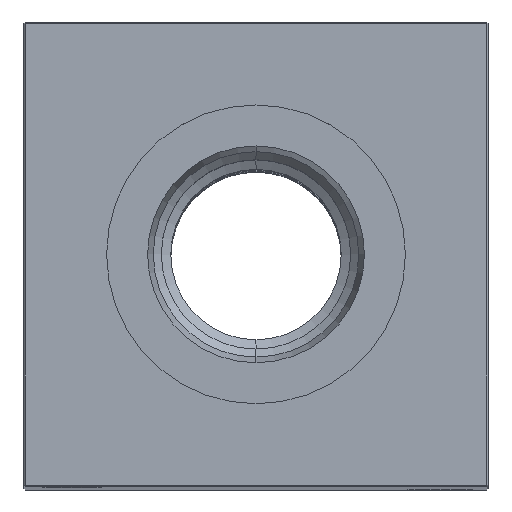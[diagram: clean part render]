
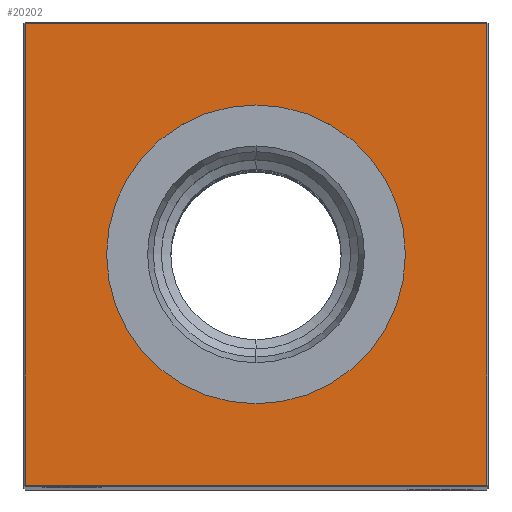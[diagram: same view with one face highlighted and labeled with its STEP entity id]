
A CAD part, top view. The second image highlights one B-rep face of the part: STEP entity #20202.
In plain terms, the highlighted planar face has unit normal (0, 0, 1).
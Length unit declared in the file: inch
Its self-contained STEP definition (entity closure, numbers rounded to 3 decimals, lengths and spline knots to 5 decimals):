
#1240 = DIRECTION ( 'NONE',  ( -1., 0., 0. ) ) ;
#1466 = AXIS2_PLACEMENT_3D ( 'NONE', #18510, #5222, #1240 ) ;
#2224 = VERTEX_POINT ( 'NONE', #26659 ) ;
#2341 = AXIS2_PLACEMENT_3D ( 'NONE', #21100, #10212, #19371 ) ;
#2624 = DIRECTION ( 'NONE',  ( -1., 0., 0. ) ) ;
#3709 = DIRECTION ( 'NONE',  ( -1., 0., 0. ) ) ;
#3886 = CARTESIAN_POINT ( 'NONE',  ( 0., -0.96457, 12.25 ) ) ;
#4245 = EDGE_CURVE ( 'NONE', #8329, #2224, #19904, .T. ) ;
#4465 = LINE ( 'NONE', #10841, #19208 ) ;
#5222 = DIRECTION ( 'NONE',  ( 0., 0., -1. ) ) ;
#6121 = PLANE ( 'NONE',  #23393 ) ;
#6858 = CIRCLE ( 'NONE', #2341, 0.96457 ) ;
#7008 = EDGE_CURVE ( 'NONE', #21320, #17872, #6858, .T. ) ;
#7324 = CARTESIAN_POINT ( 'NONE',  ( 0., -1.49, 12.25 ) ) ;
#8105 = DIRECTION ( 'NONE',  ( 0., 0., -1. ) ) ;
#8252 = ORIENTED_EDGE ( 'NONE', *, *, #11785, .T. ) ;
#8256 = CIRCLE ( 'NONE', #1466, 0.96457 ) ;
#8329 = VERTEX_POINT ( 'NONE', #10453 ) ;
#8618 = CARTESIAN_POINT ( 'NONE',  ( 1.49, 1.49, 12.25 ) ) ;
#9301 = CARTESIAN_POINT ( 'NONE',  ( -1.49, 1.49, 12.25 ) ) ;
#9698 = VECTOR ( 'NONE', #2624, 39.37008 ) ;
#10212 = DIRECTION ( 'NONE',  ( 0., 0., -1. ) ) ;
#10230 = FACE_OUTER_BOUND ( 'NONE', #11874, .T. ) ;
#10453 = CARTESIAN_POINT ( 'NONE',  ( -1.49, -1.49, 12.25 ) ) ;
#10841 = CARTESIAN_POINT ( 'NONE',  ( 1.49, 0., 12.25 ) ) ;
#11428 = DIRECTION ( 'NONE',  ( 1., 0., 0. ) ) ;
#11785 = EDGE_CURVE ( 'NONE', #15340, #23636, #24390, .T. ) ;
#11817 = LINE ( 'NONE', #27367, #16952 ) ;
#11874 = EDGE_LOOP ( 'NONE', ( #25154, #16955, #17406, #8252 ) ) ;
#12644 = EDGE_CURVE ( 'NONE', #2224, #15340, #4465, .T. ) ;
#12872 = EDGE_CURVE ( 'NONE', #23636, #8329, #11817, .T. ) ;
#13526 = CARTESIAN_POINT ( 'NONE',  ( 0., 0.96457, 12.25 ) ) ;
#13677 = EDGE_LOOP ( 'NONE', ( #19856, #19070 ) ) ;
#14470 = CARTESIAN_POINT ( 'NONE',  ( 0., 0., 12.25 ) ) ;
#14948 = DIRECTION ( 'NONE',  ( 0., 1., 0. ) ) ;
#15340 = VERTEX_POINT ( 'NONE', #8618 ) ;
#15431 = EDGE_CURVE ( 'NONE', #17872, #21320, #8256, .T. ) ;
#16952 = VECTOR ( 'NONE', #18463, 39.37008 ) ;
#16955 = ORIENTED_EDGE ( 'NONE', *, *, #4245, .T. ) ;
#17406 = ORIENTED_EDGE ( 'NONE', *, *, #12644, .T. ) ;
#17872 = VERTEX_POINT ( 'NONE', #3886 ) ;
#18463 = DIRECTION ( 'NONE',  ( 0., -1., 0. ) ) ;
#18510 = CARTESIAN_POINT ( 'NONE',  ( 0., 0., 12.25 ) ) ;
#19070 = ORIENTED_EDGE ( 'NONE', *, *, #15431, .T. ) ;
#19208 = VECTOR ( 'NONE', #14948, 39.37008 ) ;
#19371 = DIRECTION ( 'NONE',  ( -1., 0., 0. ) ) ;
#19856 = ORIENTED_EDGE ( 'NONE', *, *, #7008, .T. ) ;
#19904 = LINE ( 'NONE', #7324, #24937 ) ;
#20202 = ADVANCED_FACE ( 'NONE', ( #10230, #27476 ), #6121, .F. ) ;
#21100 = CARTESIAN_POINT ( 'NONE',  ( 0., 0., 12.25 ) ) ;
#21320 = VERTEX_POINT ( 'NONE', #13526 ) ;
#21995 = CARTESIAN_POINT ( 'NONE',  ( 0., 1.49, 12.25 ) ) ;
#23393 = AXIS2_PLACEMENT_3D ( 'NONE', #14470, #8105, #3709 ) ;
#23636 = VERTEX_POINT ( 'NONE', #9301 ) ;
#24390 = LINE ( 'NONE', #21995, #9698 ) ;
#24937 = VECTOR ( 'NONE', #11428, 39.37008 ) ;
#25154 = ORIENTED_EDGE ( 'NONE', *, *, #12872, .T. ) ;
#26659 = CARTESIAN_POINT ( 'NONE',  ( 1.49, -1.49, 12.25 ) ) ;
#27367 = CARTESIAN_POINT ( 'NONE',  ( -1.49, 0., 12.25 ) ) ;
#27476 = FACE_BOUND ( 'NONE', #13677, .T. ) ;
